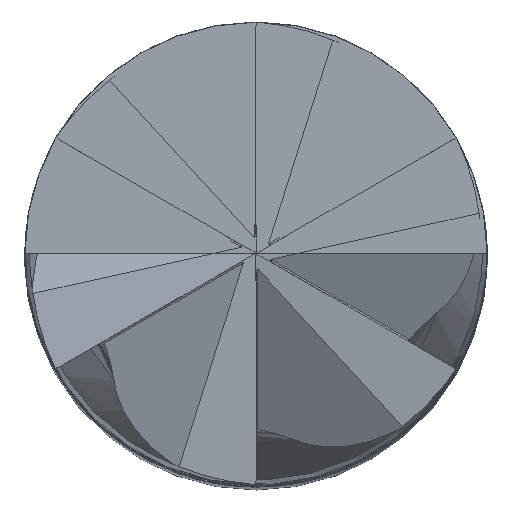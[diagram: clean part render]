
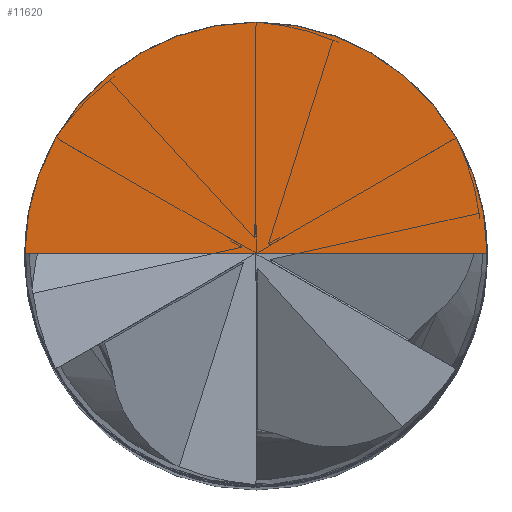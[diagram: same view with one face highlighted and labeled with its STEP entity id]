
A CAD part, top view. The second image highlights one B-rep face of the part: STEP entity #11620.
In plain terms, the highlighted planar face has unit normal (0, 0, 1).
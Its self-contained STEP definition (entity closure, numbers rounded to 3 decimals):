
#11546=DIRECTION('',(-1.,0.,0.));
#11547=VECTOR('',#11546,15.98);
#11548=CARTESIAN_POINT('',(7.99,0.,108.));
#11549=LINE('',#11548,#11547);
#11550=CARTESIAN_POINT('',(0.,0.,108.));
#11551=DIRECTION('',(0.,0.,1.));
#11552=DIRECTION('',(1.,0.,0.));
#11553=AXIS2_PLACEMENT_3D('',#11550,#11551,#11552);
#11593=CARTESIAN_POINT('',(7.99,0.,108.));
#11594=CARTESIAN_POINT('',(-7.99,0.,108.));
#11595=VERTEX_POINT('',#11593);
#11596=VERTEX_POINT('',#11594);
#11609=CARTESIAN_POINT('',(0.,0.,108.));
#11610=DIRECTION('',(0.,0.,1.));
#11611=DIRECTION('',(-0.866,-0.5,0.));
#11612=AXIS2_PLACEMENT_3D('',#11609,#11610,#11611);
#11613=PLANE('',#11612);
#11615=ORIENTED_EDGE('',*,*,#11614,.T.);
#11617=ORIENTED_EDGE('',*,*,#11616,.F.);
#11618=EDGE_LOOP('',(#11615,#11617));
#11619=FACE_OUTER_BOUND('',#11618,.F.);
#11554=CIRCLE('',#11553,7.99);
#11614=EDGE_CURVE('',#11595,#11596,#11549,.T.);
#11616=EDGE_CURVE('',#11595,#11596,#11554,.T.);
#11620=ADVANCED_FACE('',(#11619),#11613,.T.);
